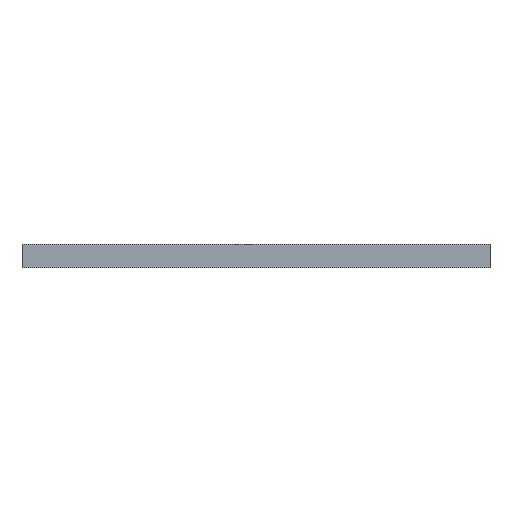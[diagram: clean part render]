
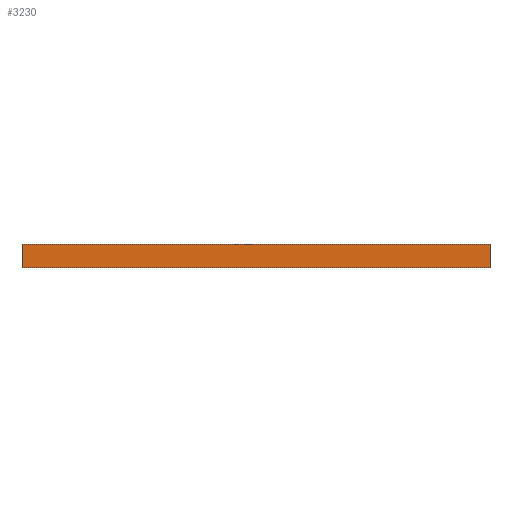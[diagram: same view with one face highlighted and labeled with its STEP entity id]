
A CAD part, front view. The second image highlights one B-rep face of the part: STEP entity #3230.
In plain terms, the highlighted planar face has unit normal (0, -1, 0).
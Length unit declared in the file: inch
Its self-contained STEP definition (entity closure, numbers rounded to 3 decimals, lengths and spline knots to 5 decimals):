
#47 = LINE ( 'NONE', #5528, #3856 ) ;
#86 = AXIS2_PLACEMENT_3D ( 'NONE', #1261, #3855, #1239 ) ;
#211 = PLANE ( 'NONE',  #86 ) ;
#385 = LINE ( 'NONE', #3156, #1099 ) ;
#695 = EDGE_CURVE ( 'NONE', #2869, #1586, #47, .T. ) ;
#1066 = VERTEX_POINT ( 'NONE', #4905 ) ;
#1099 = VECTOR ( 'NONE', #6217, 39.37008 ) ;
#1239 = DIRECTION ( 'NONE',  ( 1., 0., 0. ) ) ;
#1261 = CARTESIAN_POINT ( 'NONE',  ( -0.59055, -0.59055, 0. ) ) ;
#1586 = VERTEX_POINT ( 'NONE', #4692 ) ;
#1611 = ORIENTED_EDGE ( 'NONE', *, *, #3777, .F. ) ;
#1730 = EDGE_LOOP ( 'NONE', ( #1611, #4522, #3679, #2004 ) ) ;
#1946 = VECTOR ( 'NONE', #2395, 39.37008 ) ;
#1967 = CARTESIAN_POINT ( 'NONE',  ( -0.59055, -0.59055, 0.01969 ) ) ;
#2004 = ORIENTED_EDGE ( 'NONE', *, *, #6165, .F. ) ;
#2022 = VECTOR ( 'NONE', #6700, 39.37008 ) ;
#2395 = DIRECTION ( 'NONE',  ( 0., 0., 1. ) ) ;
#2869 = VERTEX_POINT ( 'NONE', #4778 ) ;
#3156 = CARTESIAN_POINT ( 'NONE',  ( -0.59055, -0.59055, 0. ) ) ;
#3230 = ADVANCED_FACE ( 'NONE', ( #6233 ), #211, .T. ) ;
#3319 = EDGE_CURVE ( 'NONE', #1586, #1066, #3321, .T. ) ;
#3321 = LINE ( 'NONE', #5036, #1946 ) ;
#3552 = VERTEX_POINT ( 'NONE', #1967 ) ;
#3679 = ORIENTED_EDGE ( 'NONE', *, *, #3319, .T. ) ;
#3777 = EDGE_CURVE ( 'NONE', #2869, #3552, #385, .T. ) ;
#3855 = DIRECTION ( 'NONE',  ( 0., -1., 0. ) ) ;
#3856 = VECTOR ( 'NONE', #6089, 39.37008 ) ;
#4522 = ORIENTED_EDGE ( 'NONE', *, *, #695, .T. ) ;
#4692 = CARTESIAN_POINT ( 'NONE',  ( 0.59055, -0.59055, -0.03937 ) ) ;
#4778 = CARTESIAN_POINT ( 'NONE',  ( -0.59055, -0.59055, -0.03937 ) ) ;
#4905 = CARTESIAN_POINT ( 'NONE',  ( 0.59055, -0.59055, 0.01969 ) ) ;
#5036 = CARTESIAN_POINT ( 'NONE',  ( 0.59055, -0.59055, 0. ) ) ;
#5190 = LINE ( 'NONE', #6184, #2022 ) ;
#5528 = CARTESIAN_POINT ( 'NONE',  ( -0.59055, -0.59055, -0.03937 ) ) ;
#6089 = DIRECTION ( 'NONE',  ( 1., 0., 0. ) ) ;
#6165 = EDGE_CURVE ( 'NONE', #3552, #1066, #5190, .T. ) ;
#6184 = CARTESIAN_POINT ( 'NONE',  ( -0.59055, -0.59055, 0.01969 ) ) ;
#6217 = DIRECTION ( 'NONE',  ( 0., 0., 1. ) ) ;
#6233 = FACE_OUTER_BOUND ( 'NONE', #1730, .T. ) ;
#6700 = DIRECTION ( 'NONE',  ( 1., 0., 0. ) ) ;
